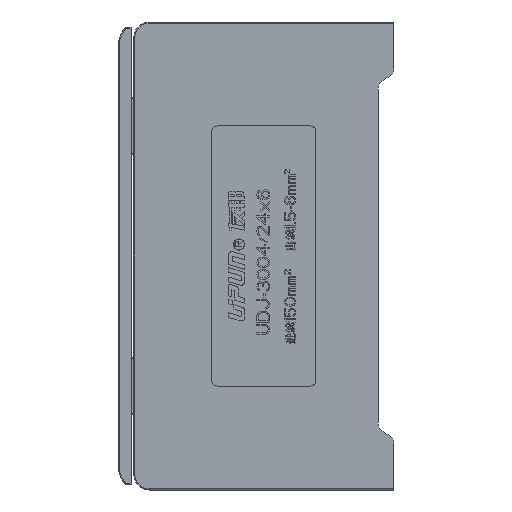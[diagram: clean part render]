
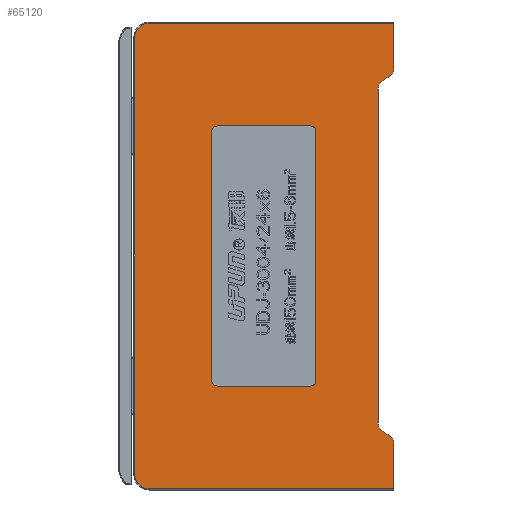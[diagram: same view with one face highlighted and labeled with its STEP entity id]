
A CAD part, left-side view. The second image highlights one B-rep face of the part: STEP entity #65120.
In plain terms, the highlighted planar face has unit normal (-1, 0, 0).
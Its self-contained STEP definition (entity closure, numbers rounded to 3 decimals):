
#4894=DIRECTION('',(0.,0.866,0.5));
#4895=VECTOR('',#4894,1.309);
#4896=CARTESIAN_POINT('',(0.,0.866,-79.5));
#4897=LINE('',#4896,#4895);
#4898=CARTESIAN_POINT('',(0.,1.732,-81.));
#4899=DIRECTION('',(1.,0.,0.));
#4900=DIRECTION('',(0.,-0.5,0.866));
#4901=AXIS2_PLACEMENT_3D('',#4898,#4899,#4900);
#4903=DIRECTION('',(0.,0.,-1.));
#4904=VECTOR('',#4903,8.8);
#4905=CARTESIAN_POINT('',(0.,0.,-81.));
#4906=LINE('',#4905,#4904);
#4907=DIRECTION('',(0.,1.,0.));
#4908=VECTOR('',#4907,47.);
#4909=CARTESIAN_POINT('',(0.,0.,-89.8));
#4910=LINE('',#4909,#4908);
#4911=CARTESIAN_POINT('',(0.,47.,-87.));
#4912=DIRECTION('',(1.,0.,0.));
#4913=DIRECTION('',(0.,0.,-1.));
#4914=AXIS2_PLACEMENT_3D('',#4911,#4912,#4913);
#4916=DIRECTION('',(0.,0.,1.));
#4917=VECTOR('',#4916,84.);
#4918=CARTESIAN_POINT('',(0.,49.8,-87.));
#4919=LINE('',#4918,#4917);
#4920=CARTESIAN_POINT('',(0.,47.,-3.));
#4921=DIRECTION('',(1.,0.,0.));
#4922=DIRECTION('',(0.,1.,0.));
#4923=AXIS2_PLACEMENT_3D('',#4920,#4921,#4922);
#4925=DIRECTION('',(0.,-1.,0.));
#4926=VECTOR('',#4925,47.);
#4927=CARTESIAN_POINT('',(0.,47.,-0.2));
#4928=LINE('',#4927,#4926);
#4929=DIRECTION('',(0.,0.,-1.));
#4930=VECTOR('',#4929,8.8);
#4931=CARTESIAN_POINT('',(0.,0.,-0.2));
#4932=LINE('',#4931,#4930);
#4933=CARTESIAN_POINT('',(0.,1.732,-9.));
#4934=DIRECTION('',(1.,0.,0.));
#4935=DIRECTION('',(0.,-1.,0.));
#4936=AXIS2_PLACEMENT_3D('',#4933,#4934,#4935);
#4938=DIRECTION('',(0.,-0.866,0.5));
#4939=VECTOR('',#4938,1.309);
#4940=CARTESIAN_POINT('',(0.,2.,-11.155));
#4941=LINE('',#4940,#4939);
#4942=CARTESIAN_POINT('',(0.,1.,-12.887));
#4943=DIRECTION('',(1.,0.,0.));
#4944=DIRECTION('',(0.,1.,0.));
#4945=AXIS2_PLACEMENT_3D('',#4942,#4943,#4944);
#4947=DIRECTION('',(0.,0.,1.));
#4948=VECTOR('',#4947,64.226);
#4949=CARTESIAN_POINT('',(0.,3.,-77.113));
#4950=LINE('',#4949,#4948);
#4951=CARTESIAN_POINT('',(0.,1.,-77.113));
#4952=DIRECTION('',(1.,0.,0.));
#4953=DIRECTION('',(0.,0.5,-0.866));
#4954=AXIS2_PLACEMENT_3D('',#4951,#4952,#4953);
#4956=CARTESIAN_POINT('',(0.,16.024,-21.022));
#4957=DIRECTION('',(-1.,0.,0.));
#4958=DIRECTION('',(0.,-1.,0.));
#4959=AXIS2_PLACEMENT_3D('',#4956,#4957,#4958);
#4961=DIRECTION('',(0.,1.,0.));
#4962=VECTOR('',#4961,17.951);
#4963=CARTESIAN_POINT('',(0.,16.024,-19.998));
#4964=LINE('',#4963,#4962);
#4965=CARTESIAN_POINT('',(0.,33.975,-21.022));
#4966=DIRECTION('',(-1.,0.,0.));
#4967=DIRECTION('',(0.,0.,1.));
#4968=AXIS2_PLACEMENT_3D('',#4965,#4966,#4967);
#4970=DIRECTION('',(0.,0.,-1.));
#4971=VECTOR('',#4970,47.955);
#4972=CARTESIAN_POINT('',(0.,35.,-21.022));
#4973=LINE('',#4972,#4971);
#4974=CARTESIAN_POINT('',(0.,33.975,-68.978));
#4975=DIRECTION('',(-1.,0.,0.));
#4976=DIRECTION('',(0.,1.,0.));
#4977=AXIS2_PLACEMENT_3D('',#4974,#4975,#4976);
#4979=DIRECTION('',(0.,-1.,0.));
#4980=VECTOR('',#4979,17.951);
#4981=CARTESIAN_POINT('',(0.,33.975,-70.002));
#4982=LINE('',#4981,#4980);
#4983=CARTESIAN_POINT('',(0.,16.024,-68.978));
#4984=DIRECTION('',(-1.,0.,0.));
#4985=DIRECTION('',(0.,0.,-1.));
#4986=AXIS2_PLACEMENT_3D('',#4983,#4984,#4985);
#4988=DIRECTION('',(0.,0.,1.));
#4989=VECTOR('',#4988,47.955);
#4990=CARTESIAN_POINT('',(0.,15.,-68.978));
#4991=LINE('',#4990,#4989);
#49797=CARTESIAN_POINT('',(0.,0.,-0.2));
#49799=VERTEX_POINT('',#49797);
#49800=CARTESIAN_POINT('',(0.,47.,-0.2));
#49801=VERTEX_POINT('',#49800);
#49806=CARTESIAN_POINT('',(0.,49.8,-3.));
#49807=VERTEX_POINT('',#49806);
#49810=CARTESIAN_POINT('',(0.,49.8,-87.));
#49811=VERTEX_POINT('',#49810);
#49814=CARTESIAN_POINT('',(0.,47.,-89.8));
#49815=VERTEX_POINT('',#49814);
#49816=CARTESIAN_POINT('',(0.,0.,-89.8));
#49818=VERTEX_POINT('',#49816);
#51190=CARTESIAN_POINT('',(0.,0.866,-79.5));
#51191=CARTESIAN_POINT('',(0.,2.,-78.845));
#51192=VERTEX_POINT('',#51190);
#51193=VERTEX_POINT('',#51191);
#51194=CARTESIAN_POINT('',(0.,3.,-77.113));
#51195=VERTEX_POINT('',#51194);
#51196=CARTESIAN_POINT('',(0.,3.,-12.887));
#51197=VERTEX_POINT('',#51196);
#51198=CARTESIAN_POINT('',(0.,2.,-11.155));
#51199=VERTEX_POINT('',#51198);
#51200=CARTESIAN_POINT('',(0.,0.866,-10.5));
#51201=VERTEX_POINT('',#51200);
#51202=CARTESIAN_POINT('',(0.,0.,-9.));
#51203=VERTEX_POINT('',#51202);
#51204=CARTESIAN_POINT('',(0.,0.,-81.));
#51205=VERTEX_POINT('',#51204);
#58200=CARTESIAN_POINT('',(0.,15.,-21.022));
#58201=CARTESIAN_POINT('',(0.,16.024,-19.998));
#58202=VERTEX_POINT('',#58200);
#58203=VERTEX_POINT('',#58201);
#58204=CARTESIAN_POINT('',(0.,33.975,-19.998));
#58205=VERTEX_POINT('',#58204);
#58206=CARTESIAN_POINT('',(0.,35.,-21.022));
#58207=VERTEX_POINT('',#58206);
#58208=CARTESIAN_POINT('',(0.,35.,-68.978));
#58209=VERTEX_POINT('',#58208);
#58210=CARTESIAN_POINT('',(0.,33.975,-70.002));
#58211=VERTEX_POINT('',#58210);
#58212=CARTESIAN_POINT('',(0.,16.024,-70.002));
#58213=VERTEX_POINT('',#58212);
#58214=CARTESIAN_POINT('',(0.,15.,-68.978));
#58215=VERTEX_POINT('',#58214);
#65068=CARTESIAN_POINT('',(0.,0.,-90.));
#65069=DIRECTION('',(-1.,0.,0.));
#65070=DIRECTION('',(0.,0.,1.));
#65071=AXIS2_PLACEMENT_3D('',#65068,#65069,#65070);
#65072=PLANE('',#65071);
#65074=ORIENTED_EDGE('',*,*,#65073,.F.);
#65076=ORIENTED_EDGE('',*,*,#65075,.T.);
#65078=ORIENTED_EDGE('',*,*,#65077,.T.);
#65080=ORIENTED_EDGE('',*,*,#65079,.T.);
#65082=ORIENTED_EDGE('',*,*,#65081,.T.);
#65084=ORIENTED_EDGE('',*,*,#65083,.T.);
#65086=ORIENTED_EDGE('',*,*,#65085,.T.);
#65088=ORIENTED_EDGE('',*,*,#65087,.T.);
#65090=ORIENTED_EDGE('',*,*,#65089,.T.);
#65092=ORIENTED_EDGE('',*,*,#65091,.T.);
#65094=ORIENTED_EDGE('',*,*,#65093,.F.);
#65096=ORIENTED_EDGE('',*,*,#65095,.F.);
#65098=ORIENTED_EDGE('',*,*,#65097,.F.);
#65100=ORIENTED_EDGE('',*,*,#65099,.F.);
#65101=EDGE_LOOP('',(#65074,#65076,#65078,#65080,#65082,#65084,#65086,#65088,
#65090,#65092,#65094,#65096,#65098,#65100));
#65102=FACE_OUTER_BOUND('',#65101,.F.);
#65103=ORIENTED_EDGE('',*,*,#65058,.T.);
#65105=ORIENTED_EDGE('',*,*,#65104,.T.);
#65107=ORIENTED_EDGE('',*,*,#65106,.T.);
#65109=ORIENTED_EDGE('',*,*,#65108,.T.);
#65111=ORIENTED_EDGE('',*,*,#65110,.T.);
#65113=ORIENTED_EDGE('',*,*,#65112,.T.);
#65115=ORIENTED_EDGE('',*,*,#65114,.T.);
#65117=ORIENTED_EDGE('',*,*,#65116,.T.);
#65118=EDGE_LOOP('',(#65103,#65105,#65107,#65109,#65111,#65113,#65115,#65117));
#65119=FACE_BOUND('',#65118,.F.);
#65120=ADVANCED_FACE('',(#65102,#65119),#65072,.T.);
#4902=CIRCLE('',#4901,1.732);
#4915=CIRCLE('',#4914,2.8);
#4924=CIRCLE('',#4923,2.8);
#4937=CIRCLE('',#4936,1.732);
#4946=CIRCLE('',#4945,2.);
#4955=CIRCLE('',#4954,2.);
#4960=CIRCLE('',#4959,1.024);
#4969=CIRCLE('',#4968,1.024);
#4978=CIRCLE('',#4977,1.024);
#4987=CIRCLE('',#4986,1.024);
#65058=EDGE_CURVE('',#58202,#58203,#4960,.T.);
#65073=EDGE_CURVE('',#51192,#51193,#4897,.T.);
#65075=EDGE_CURVE('',#51192,#51205,#4902,.T.);
#65077=EDGE_CURVE('',#51205,#49818,#4906,.T.);
#65079=EDGE_CURVE('',#49818,#49815,#4910,.T.);
#65081=EDGE_CURVE('',#49815,#49811,#4915,.T.);
#65083=EDGE_CURVE('',#49811,#49807,#4919,.T.);
#65085=EDGE_CURVE('',#49807,#49801,#4924,.T.);
#65087=EDGE_CURVE('',#49801,#49799,#4928,.T.);
#65089=EDGE_CURVE('',#49799,#51203,#4932,.T.);
#65091=EDGE_CURVE('',#51203,#51201,#4937,.T.);
#65093=EDGE_CURVE('',#51199,#51201,#4941,.T.);
#65095=EDGE_CURVE('',#51197,#51199,#4946,.T.);
#65097=EDGE_CURVE('',#51195,#51197,#4950,.T.);
#65099=EDGE_CURVE('',#51193,#51195,#4955,.T.);
#65104=EDGE_CURVE('',#58203,#58205,#4964,.T.);
#65106=EDGE_CURVE('',#58205,#58207,#4969,.T.);
#65108=EDGE_CURVE('',#58207,#58209,#4973,.T.);
#65110=EDGE_CURVE('',#58209,#58211,#4978,.T.);
#65112=EDGE_CURVE('',#58211,#58213,#4982,.T.);
#65114=EDGE_CURVE('',#58213,#58215,#4987,.T.);
#65116=EDGE_CURVE('',#58215,#58202,#4991,.T.);
